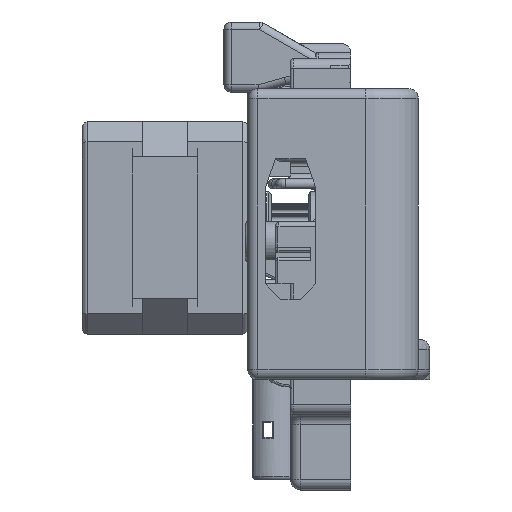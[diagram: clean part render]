
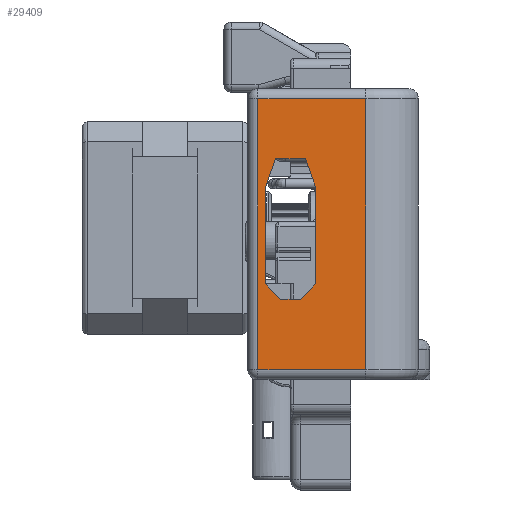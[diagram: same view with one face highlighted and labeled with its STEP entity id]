
A CAD part, front view. The second image highlights one B-rep face of the part: STEP entity #29409.
In plain terms, the highlighted planar face has unit normal (0, -1, 0).
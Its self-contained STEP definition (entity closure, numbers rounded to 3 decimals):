
#1227=FACE_BOUND('',#5333,.T.);
#1923=PLANE('',#32495);
#3543=FACE_OUTER_BOUND('',#5332,.T.);
#5332=EDGE_LOOP('',(#26626,#26627,#26628,#26629));
#5333=EDGE_LOOP('',(#26630,#26631,#26632,#26633,#26634,#26635,#26636,#26637));
#7654=LINE('',#61007,#10096);
#7657=LINE('',#61016,#10099);
#7674=LINE('',#61069,#10116);
#7676=LINE('',#61074,#10118);
#7677=LINE('',#61077,#10119);
#7678=LINE('',#61079,#10120);
#7679=LINE('',#61081,#10121);
#7680=LINE('',#61083,#10122);
#7681=LINE('',#61085,#10123);
#7682=LINE('',#61087,#10124);
#7683=LINE('',#61089,#10125);
#7684=LINE('',#61090,#10126);
#10096=VECTOR('',#40486,10.);
#10099=VECTOR('',#40495,10.);
#10116=VECTOR('',#40532,10.);
#10118=VECTOR('',#40538,10.);
#10119=VECTOR('',#40539,10.);
#10120=VECTOR('',#40540,10.);
#10121=VECTOR('',#40541,10.);
#10122=VECTOR('',#40542,10.);
#10123=VECTOR('',#40543,10.);
#10124=VECTOR('',#40544,10.);
#10125=VECTOR('',#40545,10.);
#10126=VECTOR('',#40546,10.);
#14128=VERTEX_POINT('',#60998);
#14131=VERTEX_POINT('',#61005);
#14134=VERTEX_POINT('',#61014);
#14152=VERTEX_POINT('',#61068);
#14154=VERTEX_POINT('',#61075);
#14155=VERTEX_POINT('',#61076);
#14156=VERTEX_POINT('',#61078);
#14157=VERTEX_POINT('',#61080);
#14158=VERTEX_POINT('',#61082);
#14159=VERTEX_POINT('',#61084);
#14160=VERTEX_POINT('',#61086);
#14161=VERTEX_POINT('',#61088);
#18318=EDGE_CURVE('',#14131,#14128,#7654,.T.);
#18323=EDGE_CURVE('',#14134,#14131,#7657,.T.);
#18346=EDGE_CURVE('',#14128,#14152,#7674,.T.);
#18349=EDGE_CURVE('',#14134,#14152,#7676,.T.);
#18350=EDGE_CURVE('',#14154,#14155,#7677,.T.);
#18351=EDGE_CURVE('',#14155,#14156,#7678,.T.);
#18352=EDGE_CURVE('',#14156,#14157,#7679,.T.);
#18353=EDGE_CURVE('',#14157,#14158,#7680,.T.);
#18354=EDGE_CURVE('',#14158,#14159,#7681,.T.);
#18355=EDGE_CURVE('',#14159,#14160,#7682,.T.);
#18356=EDGE_CURVE('',#14160,#14161,#7683,.T.);
#18357=EDGE_CURVE('',#14161,#14154,#7684,.T.);
#26626=ORIENTED_EDGE('',*,*,#18318,.F.);
#26627=ORIENTED_EDGE('',*,*,#18323,.F.);
#26628=ORIENTED_EDGE('',*,*,#18349,.T.);
#26629=ORIENTED_EDGE('',*,*,#18346,.F.);
#26630=ORIENTED_EDGE('',*,*,#18350,.T.);
#26631=ORIENTED_EDGE('',*,*,#18351,.T.);
#26632=ORIENTED_EDGE('',*,*,#18352,.T.);
#26633=ORIENTED_EDGE('',*,*,#18353,.T.);
#26634=ORIENTED_EDGE('',*,*,#18354,.T.);
#26635=ORIENTED_EDGE('',*,*,#18355,.T.);
#26636=ORIENTED_EDGE('',*,*,#18356,.T.);
#26637=ORIENTED_EDGE('',*,*,#18357,.T.);
#29409=ADVANCED_FACE('',(#3543,#1227),#1923,.T.);
#32495=AXIS2_PLACEMENT_3D('',#61073,#40536,#40537);
#40486=DIRECTION('',(0.,0.,1.));
#40495=DIRECTION('',(-1.,0.,0.));
#40532=DIRECTION('',(1.,0.,0.));
#40536=DIRECTION('center_axis',(0.,-1.,0.));
#40537=DIRECTION('ref_axis',(0.,0.,
-1.));
#40538=DIRECTION('',(0.,0.,1.));
#40539=DIRECTION('',(0.342,0.,-0.94));
#40540=DIRECTION('',(0.,0.,-1.));
#40541=DIRECTION('',(-0.707,0.,-0.707));
#40542=DIRECTION('',(-1.,0.,0.));
#40543=DIRECTION('',(-0.707,0.,0.707));
#40544=DIRECTION('',(0.,0.,1.));
#40545=DIRECTION('',(0.342,0.,0.94));
#40546=DIRECTION('',(1.,0.,0.));
#60998=CARTESIAN_POINT('',(-80.,-117.267,346.919));
#61005=CARTESIAN_POINT('',(-80.,-117.267,292.919));
#61007=CARTESIAN_POINT('',(-80.,-117.267,334.419));
#61014=CARTESIAN_POINT('',(-58.5,-117.267,292.919));
#61016=CARTESIAN_POINT('',(-82.,-117.267,292.919));
#61068=CARTESIAN_POINT('',(-58.5,-117.267,346.919));
#61069=CARTESIAN_POINT('',(-82.,-117.267,346.919));
#61073=CARTESIAN_POINT('Origin',(-82.,-117.267,348.919));
#61074=CARTESIAN_POINT('',(-58.5,-117.267,290.919));
#61075=CARTESIAN_POINT('',(-70.545,-117.267,334.919));
#61076=CARTESIAN_POINT('',(-68.5,-117.267,329.3));
#61077=CARTESIAN_POINT('',(-72.442,-117.267,340.131));
#61078=CARTESIAN_POINT('',(-68.5,-117.267,309.99));
#61079=CARTESIAN_POINT('',(-68.5,-117.267,315.954));
#61080=CARTESIAN_POINT('',(-71.571,-117.267,306.919));
#61081=CARTESIAN_POINT('',(-63.678,-117.267,314.811));
#61082=CARTESIAN_POINT('',(-75.429,-117.267,306.919));
#61083=CARTESIAN_POINT('',(-78.714,-117.267,306.919));
#61084=CARTESIAN_POINT('',(-78.5,-117.267,309.99));
#61085=CARTESIAN_POINT('',(-89.107,-117.267,320.597));
#61086=CARTESIAN_POINT('',(-78.5,-117.267,329.3));
#61087=CARTESIAN_POINT('',(-78.5,-117.267,325.609));
#61088=CARTESIAN_POINT('',(-76.455,-117.267,334.919));
#61089=CARTESIAN_POINT('',(-77.808,-117.267,331.2));
#61090=CARTESIAN_POINT('',(-76.273,-117.267,334.919));
